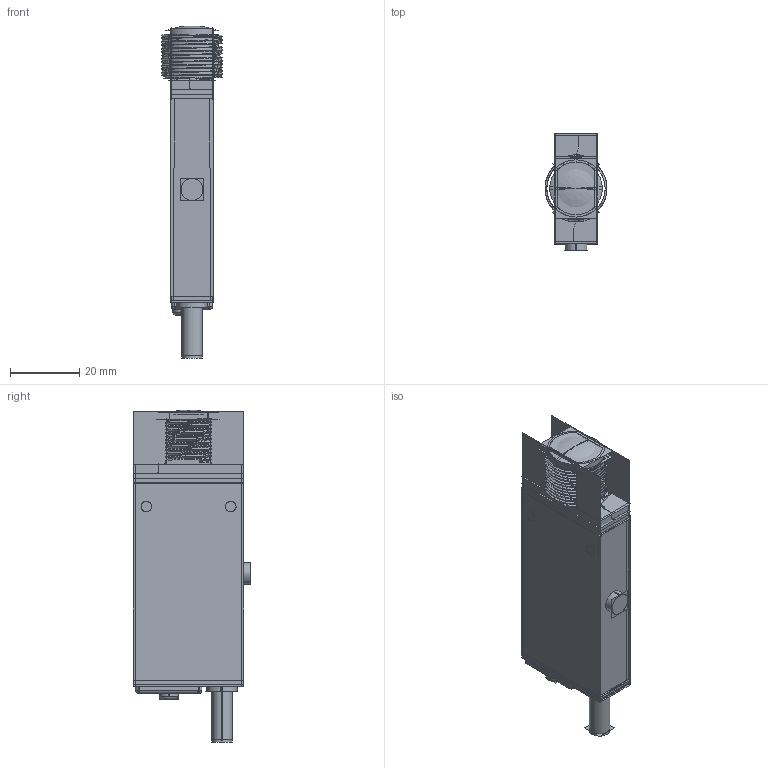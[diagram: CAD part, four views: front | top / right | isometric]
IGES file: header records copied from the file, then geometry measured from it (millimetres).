
Start section:  PTC IGES file: 188674.igs
Global section: file name: 188674.igs; native system: Creo Parametric by Parametric Technology Corporation; preprocessor: 2013230; author: pdmadmin; organization: Unknown; date: 20151015.090659; units: millimetre
Bounding box: 17.87 x 33.97 x 95.85 mm (x, y, z)
Volume: 9765.8 mm3; surface area: 98389.9 mm2
Topology: 10 solids, 11 shells, 1216 faces, 6192 edges, 7781 vertices
Faces by surface type: bspline 670, revolution 546
